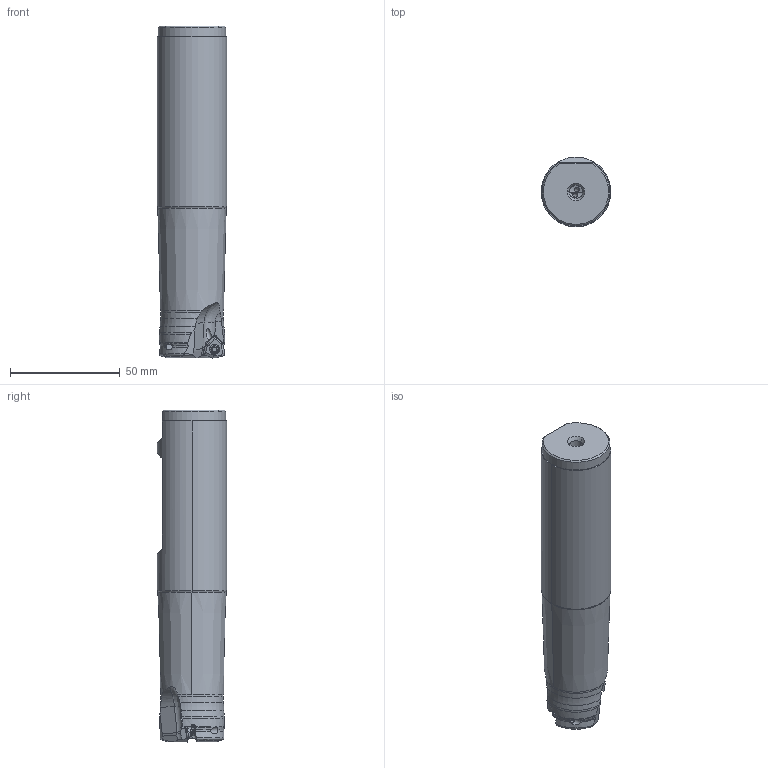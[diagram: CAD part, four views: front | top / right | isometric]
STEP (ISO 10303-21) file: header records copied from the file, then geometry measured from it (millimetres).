
FILE_DESCRIPTION(/* description */ (''),/* implementation_level */ '2;1');
FILE_NAME(/* name */ 'WJX09UR2002FA20S.stp',/* time_stamp */ '2025-07-03T15:45:21+09:00',/* author */ (''),/* organization */ (''),/* preprocessor_version */ 'ST-DEVELOPER v18.101',/* originating_system */ 'SIEMENS PLM Software NX 2011',/* authorisation */ '');
FILE_SCHEMA (('AUTOMOTIVE_DESIGN { 1 0 10303 214 3 1 1 1 }'));
Length unit declared in the file: millimetre
Products named in the file (1): WJX09UR2002FA20S_ASM
Bounding box: 31.75 x 31.75 x 151.6 mm (x, y, z)
Volume: 104155 mm3; surface area: 18926.6 mm2
Topology: 3 solids, 3 shells, 283 faces, 876 edges, 596 vertices
Faces by surface type: cylinder 109, plane 75, cone 37, torus 32, sphere 16, bspline 14
Entity records: 11789 total; most frequent: CARTESIAN_POINT 4256, ORIENTED_EDGE 1730, DIRECTION 1397, EDGE_CURVE 865, VERTEX_POINT 591, AXIS2_PLACEMENT_3D 591, B_SPLINE_CURVE_WITH_KNOTS 344, CIRCLE 306
